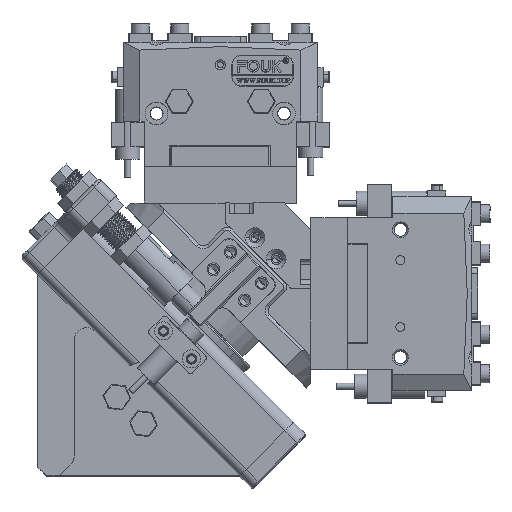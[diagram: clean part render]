
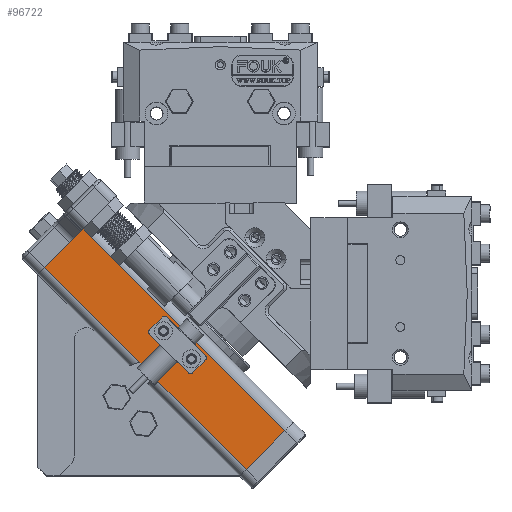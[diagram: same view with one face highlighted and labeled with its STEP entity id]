
A CAD part, top view. The second image highlights one B-rep face of the part: STEP entity #96722.
In plain terms, the highlighted planar face has unit normal (0, 0, 1).
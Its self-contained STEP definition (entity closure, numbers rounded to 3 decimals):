
#1254 = AXIS2_PLACEMENT_3D ( 'NONE', #32547, #81443, #33402 ) ;
#3090 = CARTESIAN_POINT ( 'NONE',  ( 32.796, -22.002, 137.098 ) ) ;
#4754 = AXIS2_PLACEMENT_3D ( 'NONE', #67466, #126649, #39162 ) ;
#11155 = VERTEX_POINT ( 'NONE', #3090 ) ;
#11398 = CARTESIAN_POINT ( 'NONE',  ( 48.319, -20.691, 137.098 ) ) ;
#12589 = EDGE_CURVE ( 'NONE', #27425, #113572, #18240, .T. ) ;
#13651 = FACE_BOUND ( 'NONE', #91824, .T. ) ;
#14380 = PLANE ( 'NONE',  #86209 ) ;
#17623 = CARTESIAN_POINT ( 'NONE',  ( 40.677, -11.499, 137.098 ) ) ;
#18240 = CIRCLE ( 'NONE', #18699, 1.55 ) ;
#18453 = DIRECTION ( 'NONE',  ( 0., 0., -1. ) ) ;
#18699 = AXIS2_PLACEMENT_3D ( 'NONE', #43363, #100504, #101759 ) ;
#19411 = LINE ( 'NONE', #49704, #80829 ) ;
#20160 = ORIENTED_EDGE ( 'NONE', *, *, #122699, .T. ) ;
#23319 = ORIENTED_EDGE ( 'NONE', *, *, #23849, .T. ) ;
#23849 = EDGE_CURVE ( 'NONE', #26123, #61396, #110455, .T. ) ;
#24100 = ORIENTED_EDGE ( 'NONE', *, *, #57676, .T. ) ;
#24333 = CARTESIAN_POINT ( 'NONE',  ( 51.419, -20.691, 137.098 ) ) ;
#26123 = VERTEX_POINT ( 'NONE', #38205 ) ;
#26267 = LINE ( 'NONE', #51570, #69205 ) ;
#27425 = VERTEX_POINT ( 'NONE', #112029 ) ;
#27621 = EDGE_CURVE ( 'NONE', #67904, #26123, #19411, .T. ) ;
#28744 = CARTESIAN_POINT ( 'NONE',  ( 4.614, 6.179, 137.098 ) ) ;
#30311 = EDGE_LOOP ( 'NONE', ( #23319, #81242, #89231, #78041, #24100, #57920 ) ) ;
#31844 = DIRECTION ( 'NONE',  ( -0.707, -0.707, 0. ) ) ;
#32058 = FACE_OUTER_BOUND ( 'NONE', #30311, .T. ) ;
#32547 = CARTESIAN_POINT ( 'NONE',  ( 49.869, -20.691, 137.098 ) ) ;
#33402 = DIRECTION ( 'NONE',  ( 0., -1., 0. ) ) ;
#36136 = VERTEX_POINT ( 'NONE', #117353 ) ;
#37273 = LINE ( 'NONE', #79984, #57182 ) ;
#38205 = CARTESIAN_POINT ( 'NONE',  ( 80.628, -44.379, 137.098 ) ) ;
#38595 = DIRECTION ( 'NONE',  ( 0.707, 0.707, 0. ) ) ;
#38623 = DIRECTION ( 'NONE',  ( 0.707, -0.707, 0. ) ) ;
#39162 = DIRECTION ( 'NONE',  ( 0., -1., 0. ) ) ;
#39612 = CIRCLE ( 'NONE', #105425, 4. ) ;
#40179 = EDGE_CURVE ( 'NONE', #36136, #11155, #67627, .T. ) ;
#42487 = CARTESIAN_POINT ( 'NONE',  ( 32.545, -25.994, 137.098 ) ) ;
#43363 = CARTESIAN_POINT ( 'NONE',  ( 40.677, -11.499, 137.098 ) ) ;
#44338 = CARTESIAN_POINT ( 'NONE',  ( 2.493, 4.058, 137.098 ) ) ;
#44460 = CARTESIAN_POINT ( 'NONE',  ( 17.342, 18.907, 137.098 ) ) ;
#47101 = CARTESIAN_POINT ( 'NONE',  ( 67.9, -57.107, 137.098 ) ) ;
#49704 = CARTESIAN_POINT ( 'NONE',  ( 65.779, -59.228, 137.098 ) ) ;
#51570 = CARTESIAN_POINT ( 'NONE',  ( -0.689, 7.24, 137.098 ) ) ;
#52348 = DIRECTION ( 'NONE',  ( -0.707, -0.707, 0. ) ) ;
#57036 = DIRECTION ( 'NONE',  ( 0., -1., 0. ) ) ;
#57182 = VECTOR ( 'NONE', #59400, 1000. ) ;
#57676 = EDGE_CURVE ( 'NONE', #61606, #67904, #37273, .T. ) ;
#57920 = ORIENTED_EDGE ( 'NONE', *, *, #27621, .T. ) ;
#59400 = DIRECTION ( 'NONE',  ( 0.707, -0.707, 0. ) ) ;
#60060 = EDGE_CURVE ( 'NONE', #107895, #103465, #104661, .T. ) ;
#60597 = AXIS2_PLACEMENT_3D ( 'NONE', #17623, #18453, #57036 ) ;
#61396 = VERTEX_POINT ( 'NONE', #101521 ) ;
#61515 = EDGE_LOOP ( 'NONE', ( #126570, #74791 ) ) ;
#61606 = VERTEX_POINT ( 'NONE', #76563 ) ;
#65794 = FACE_BOUND ( 'NONE', #61515, .T. ) ;
#67466 = CARTESIAN_POINT ( 'NONE',  ( 49.869, -20.691, 137.098 ) ) ;
#67627 = LINE ( 'NONE', #28744, #84525 ) ;
#67904 = VERTEX_POINT ( 'NONE', #47101 ) ;
#69083 = EDGE_CURVE ( 'NONE', #11155, #61606, #39612, .T. ) ;
#69205 = VECTOR ( 'NONE', #31844, 1000. ) ;
#72978 = CARTESIAN_POINT ( 'NONE',  ( 39.127, -11.499, 137.098 ) ) ;
#74512 = DIRECTION ( 'NONE',  ( -0.707, 0.707, 0. ) ) ;
#74791 = ORIENTED_EDGE ( 'NONE', *, *, #125091, .T. ) ;
#76563 = CARTESIAN_POINT ( 'NONE',  ( 36.537, -25.744, 137.098 ) ) ;
#76742 = CIRCLE ( 'NONE', #1254, 1.55 ) ;
#78041 = ORIENTED_EDGE ( 'NONE', *, *, #69083, .T. ) ;
#79984 = CARTESIAN_POINT ( 'NONE',  ( 4.614, 6.179, 137.098 ) ) ;
#80829 = VECTOR ( 'NONE', #38595, 1000. ) ;
#81242 = ORIENTED_EDGE ( 'NONE', *, *, #121549, .T. ) ;
#81443 = DIRECTION ( 'NONE',  ( 0., 0., -1. ) ) ;
#84525 = VECTOR ( 'NONE', #38623, 1000. ) ;
#86209 = AXIS2_PLACEMENT_3D ( 'NONE', #44338, #113006, #121136 ) ;
#89231 = ORIENTED_EDGE ( 'NONE', *, *, #40179, .T. ) ;
#91824 = EDGE_LOOP ( 'NONE', ( #119910, #20160 ) ) ;
#96312 = CIRCLE ( 'NONE', #60597, 1.55 ) ;
#96722 = ADVANCED_FACE ( 'NONE', ( #13651, #65794, #32058 ), #14380, .T. ) ;
#100504 = DIRECTION ( 'NONE',  ( 0., 0., -1. ) ) ;
#101521 = CARTESIAN_POINT ( 'NONE',  ( 14.16, 22.089, 137.098 ) ) ;
#101759 = DIRECTION ( 'NONE',  ( 0., -1., 0. ) ) ;
#103465 = VERTEX_POINT ( 'NONE', #11398 ) ;
#104661 = CIRCLE ( 'NONE', #4754, 1.55 ) ;
#105425 = AXIS2_PLACEMENT_3D ( 'NONE', #42487, #110717, #52348 ) ;
#107391 = VECTOR ( 'NONE', #74512, 1000. ) ;
#107895 = VERTEX_POINT ( 'NONE', #24333 ) ;
#110455 = LINE ( 'NONE', #44460, #107391 ) ;
#110717 = DIRECTION ( 'NONE',  ( 0., 0., -1. ) ) ;
#112029 = CARTESIAN_POINT ( 'NONE',  ( 42.227, -11.499, 137.098 ) ) ;
#113006 = DIRECTION ( 'NONE',  ( 0., 0., 1. ) ) ;
#113572 = VERTEX_POINT ( 'NONE', #72978 ) ;
#117353 = CARTESIAN_POINT ( 'NONE',  ( 1.432, 9.361, 137.098 ) ) ;
#119910 = ORIENTED_EDGE ( 'NONE', *, *, #60060, .T. ) ;
#121136 = DIRECTION ( 'NONE',  ( 0.707, -0.707, 0. ) ) ;
#121549 = EDGE_CURVE ( 'NONE', #61396, #36136, #26267, .T. ) ;
#122699 = EDGE_CURVE ( 'NONE', #103465, #107895, #76742, .T. ) ;
#125091 = EDGE_CURVE ( 'NONE', #113572, #27425, #96312, .T. ) ;
#126570 = ORIENTED_EDGE ( 'NONE', *, *, #12589, .T. ) ;
#126649 = DIRECTION ( 'NONE',  ( 0., 0., -1. ) ) ;
